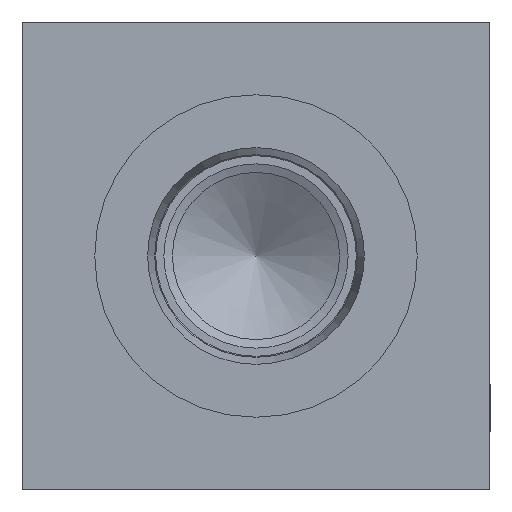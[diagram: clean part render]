
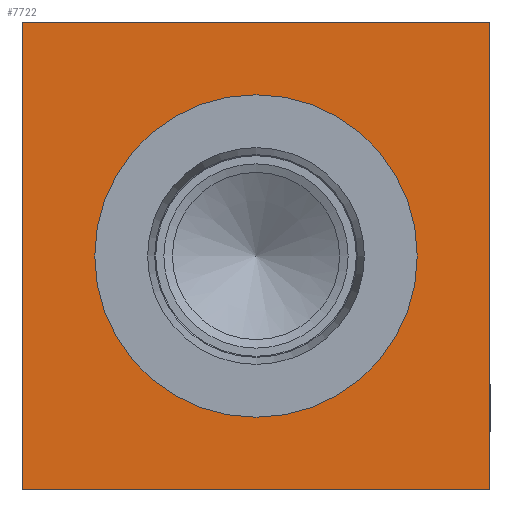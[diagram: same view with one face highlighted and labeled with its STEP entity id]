
A CAD part, left-side view. The second image highlights one B-rep face of the part: STEP entity #7722.
In plain terms, the highlighted planar face has unit normal (-1, 0, 0).
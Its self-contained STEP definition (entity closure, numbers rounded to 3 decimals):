
#160=CIRCLE('',#8063,15.316);
#161=CIRCLE('',#8064,15.316);
#586=FACE_BOUND('',#1425,.T.);
#985=FACE_OUTER_BOUND('',#1424,.T.);
#1424=EDGE_LOOP('',(#6759,#6760,#6761,#6762));
#1425=EDGE_LOOP('',(#6763,#6764));
#1820=LINE('',#10630,#2535);
#2147=LINE('',#13324,#2862);
#2148=LINE('',#13325,#2863);
#2149=LINE('',#13326,#2864);
#2535=VECTOR('',#8811,10.);
#2862=VECTOR('',#9704,10.);
#2863=VECTOR('',#9705,10.);
#2864=VECTOR('',#9706,10.);
#3132=VERTEX_POINT('',#10623);
#3135=VERTEX_POINT('',#10628);
#3528=VERTEX_POINT('',#13139);
#3529=VERTEX_POINT('',#13140);
#3586=VERTEX_POINT('',#13322);
#3587=VERTEX_POINT('',#13323);
#3986=EDGE_CURVE('',#3135,#3132,#1820,.T.);
#4563=EDGE_CURVE('',#3528,#3529,#160,.T.);
#4564=EDGE_CURVE('',#3529,#3528,#161,.T.);
#4653=EDGE_CURVE('',#3586,#3587,#2147,.T.);
#4654=EDGE_CURVE('',#3587,#3132,#2148,.T.);
#4655=EDGE_CURVE('',#3586,#3135,#2149,.T.);
#6759=ORIENTED_EDGE('',*,*,#4653,.T.);
#6760=ORIENTED_EDGE('',*,*,#4654,.T.);
#6761=ORIENTED_EDGE('',*,*,#3986,.F.);
#6762=ORIENTED_EDGE('',*,*,#4655,.F.);
#6763=ORIENTED_EDGE('',*,*,#4563,.T.);
#6764=ORIENTED_EDGE('',*,*,#4564,.T.);
#7020=PLANE('',#8157);
#7722=ADVANCED_FACE('',(#985,#586),#7020,.T.);
#8063=AXIS2_PLACEMENT_3D('',#13141,#9484,#9485);
#8064=AXIS2_PLACEMENT_3D('',#13142,#9486,#9487);
#8157=AXIS2_PLACEMENT_3D('',#13321,#9702,#9703);
#8811=DIRECTION('',(0.,-1.,0.));
#9484=DIRECTION('center_axis',(1.,0.,0.));
#9485=DIRECTION('ref_axis',(0.,0.,1.));
#9486=DIRECTION('center_axis',(1.,0.,0.));
#9487=DIRECTION('ref_axis',(0.,0.,1.));
#9702=DIRECTION('center_axis',(-1.,0.,0.));
#9703=DIRECTION('ref_axis',(0.,-1.,0.));
#9704=DIRECTION('',(0.,-1.,0.));
#9705=DIRECTION('',(0.,0.,1.));
#9706=DIRECTION('',(0.,0.,1.));
#10623=CARTESIAN_POINT('',(0.,0.,44.45));
#10628=CARTESIAN_POINT('',(0.,44.45,44.45));
#10630=CARTESIAN_POINT('',(0.,44.45,44.45));
#13139=CARTESIAN_POINT('',(0.,22.225,37.541));
#13140=CARTESIAN_POINT('',(0.,22.225,6.909));
#13141=CARTESIAN_POINT('Origin',(0.,22.225,22.225));
#13142=CARTESIAN_POINT('Origin',(0.,22.225,22.225));
#13321=CARTESIAN_POINT('Origin',(0.,44.45,0.));
#13322=CARTESIAN_POINT('',(0.,44.45,0.));
#13323=CARTESIAN_POINT('',(0.,0.,0.));
#13324=CARTESIAN_POINT('',(0.,44.45,0.));
#13325=CARTESIAN_POINT('',(0.,0.,0.));
#13326=CARTESIAN_POINT('',(0.,44.45,0.));
